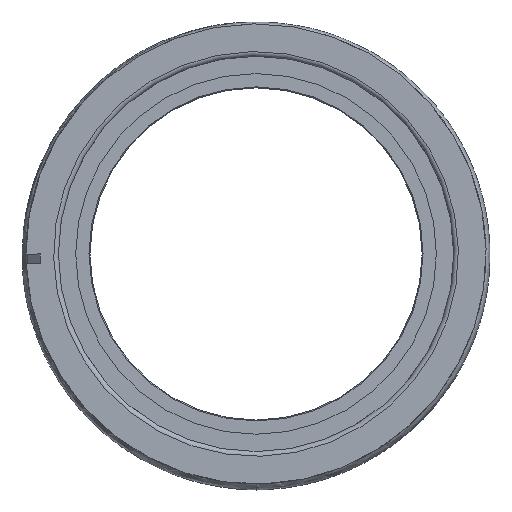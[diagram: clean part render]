
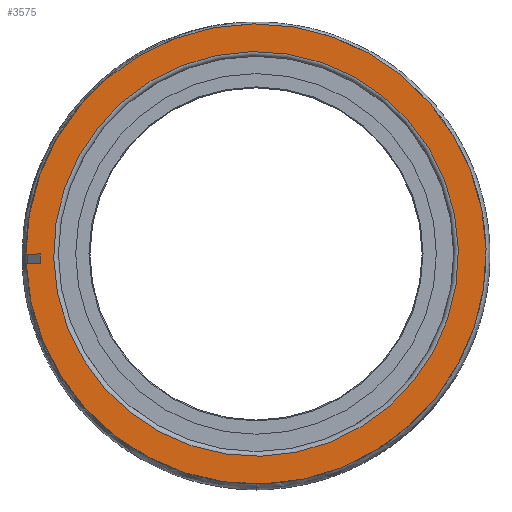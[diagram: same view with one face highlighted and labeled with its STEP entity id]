
A CAD part, left-side view. The second image highlights one B-rep face of the part: STEP entity #3575.
In plain terms, the highlighted planar face has unit normal (-1, 0, 0).
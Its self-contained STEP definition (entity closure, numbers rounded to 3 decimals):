
#2662 = PLANE('',#2663);
#2663 = AXIS2_PLACEMENT_3D('',#2664,#2665,#2666);
#2664 = CARTESIAN_POINT('',(-27.,42.469,
    -138.42));
#2665 = DIRECTION('',(0.699,-0.715,0.016)
  );
#2666 = DIRECTION('',(-0.715,-0.699,0.015
    ));
#2723 = VERTEX_POINT('',#2724);
#2724 = CARTESIAN_POINT('',(-27.,45.467,
    -2.));
#2738 = PLANE('',#2739);
#2739 = AXIS2_PLACEMENT_3D('',#2740,#2741,#2742);
#2740 = CARTESIAN_POINT('',(-163.661,45.467,
    -2.));
#2741 = DIRECTION('',(0.,-0.022,
    -1.));
#2742 = DIRECTION('',(0.,1.,
    -0.022));
#2750 = EDGE_CURVE('',#2751,#2723,#2753,.T.);
#2751 = VERTEX_POINT('',#2752);
#2752 = CARTESIAN_POINT('',(-27.,45.511,
    0.));
#2753 = SURFACE_CURVE('',#2754,(#2758,#2765),.PCURVE_S1.);
#2754 = LINE('',#2755,#2756);
#2755 = CARTESIAN_POINT('',(-27.,45.489,
    -1.));
#2756 = VECTOR('',#2757,1.);
#2757 = DIRECTION('',(0.,-0.022,
    -1.));
#2758 = PCURVE('',#2662,#2759);
#2759 = DEFINITIONAL_REPRESENTATION('',(#2760),#2764);
#2760 = LINE('',#2761,#2762);
#2761 = CARTESIAN_POINT('',(0.,-137.453));
#2762 = VECTOR('',#2763,1.);
#2763 = DIRECTION('',(0.,1.));
#2764 = ( GEOMETRIC_REPRESENTATION_CONTEXT(2) 
PARAMETRIC_REPRESENTATION_CONTEXT() REPRESENTATION_CONTEXT('2D SPACE',''
  ) );
#2765 = PCURVE('',#2766,#2771);
#2766 = PLANE('',#2767);
#2767 = AXIS2_PLACEMENT_3D('',#2768,#2769,#2770);
#2768 = CARTESIAN_POINT('',(-27.,48.488,
    -1.066));
#2769 = DIRECTION('',(1.,0.,0.));
#2770 = DIRECTION('',(0.,-1.,
    0.022));
#2771 = DEFINITIONAL_REPRESENTATION('',(#2772),#2776);
#2772 = LINE('',#2773,#2774);
#2773 = CARTESIAN_POINT('',(3.,0.));
#2774 = VECTOR('',#2775,1.);
#2775 = DIRECTION('',(0.,1.));
#2776 = ( GEOMETRIC_REPRESENTATION_CONTEXT(2) 
PARAMETRIC_REPRESENTATION_CONTEXT() REPRESENTATION_CONTEXT('2D SPACE',''
  ) );
#2794 = PLANE('',#2795);
#2795 = AXIS2_PLACEMENT_3D('',#2796,#2797,#2798);
#2796 = CARTESIAN_POINT('',(-163.661,48.5,
    -0.066));
#2797 = DIRECTION('',(0.,0.022,
    1.));
#2798 = DIRECTION('',(0.,-1.,
    0.022));
#2934 = CYLINDRICAL_SURFACE('',#2935,48.5);
#2935 = AXIS2_PLACEMENT_3D('',#2936,#2937,#2938);
#2936 = CARTESIAN_POINT('',(-127.,0.,
    0.));
#2937 = DIRECTION('',(-1.,0.,0.));
#2938 = DIRECTION('',(0.,1.,
    -0.022));
#3440 = TOROIDAL_SURFACE('',#3441,42.65,1.);
#3441 = AXIS2_PLACEMENT_3D('',#3442,#3443,#3444);
#3442 = CARTESIAN_POINT('',(-26.,0.,
    0.));
#3443 = DIRECTION('',(-1.,0.,0.));
#3444 = DIRECTION('',(0.,1.,
    -0.022));
#3477 = EDGE_CURVE('',#3478,#3478,#3480,.T.);
#3478 = VERTEX_POINT('',#3479);
#3479 = CARTESIAN_POINT('',(-27.,42.64,
    -0.937));
#3480 = SURFACE_CURVE('',#3481,(#3486,#3493),.PCURVE_S1.);
#3481 = CIRCLE('',#3482,42.65);
#3482 = AXIS2_PLACEMENT_3D('',#3483,#3484,#3485);
#3483 = CARTESIAN_POINT('',(-27.,0.,
    0.));
#3484 = DIRECTION('',(-1.,0.,0.));
#3485 = DIRECTION('',(0.,1.,
    -0.022));
#3486 = PCURVE('',#3440,#3487);
#3487 = DEFINITIONAL_REPRESENTATION('',(#3488),#3492);
#3488 = LINE('',#3489,#3490);
#3489 = CARTESIAN_POINT('',(0.,1.571));
#3490 = VECTOR('',#3491,1.);
#3491 = DIRECTION('',(1.,0.));
#3492 = ( GEOMETRIC_REPRESENTATION_CONTEXT(2) 
PARAMETRIC_REPRESENTATION_CONTEXT() REPRESENTATION_CONTEXT('2D SPACE',''
  ) );
#3493 = PCURVE('',#2766,#3494);
#3494 = DEFINITIONAL_REPRESENTATION('',(#3495),#3503);
#3495 = ( BOUNDED_CURVE() B_SPLINE_CURVE(2,(#3496,#3497,#3498,#3499,
#3500,#3501,#3502),.UNSPECIFIED.,.T.,.F.) B_SPLINE_CURVE_WITH_KNOTS((1,2
    ,2,2,2,1),(-2.094,0.,2.094,4.189,
6.283,8.378),.UNSPECIFIED.) CURVE() 
GEOMETRIC_REPRESENTATION_ITEM() RATIONAL_B_SPLINE_CURVE((1.,0.5,1.,0.5,
1.,0.5,1.)) REPRESENTATION_ITEM('') );
#3496 = CARTESIAN_POINT('',(5.85,0.));
#3497 = CARTESIAN_POINT('',(5.85,73.872));
#3498 = CARTESIAN_POINT('',(69.825,36.936));
#3499 = CARTESIAN_POINT('',(133.8,0.));
#3500 = CARTESIAN_POINT('',(69.825,-36.936));
#3501 = CARTESIAN_POINT('',(5.85,-73.872));
#3502 = CARTESIAN_POINT('',(5.85,0.));
#3503 = ( GEOMETRIC_REPRESENTATION_CONTEXT(2) 
PARAMETRIC_REPRESENTATION_CONTEXT() REPRESENTATION_CONTEXT('2D SPACE',''
  ) );
#3575 = ADVANCED_FACE('',(#3576,#3651),#2766,.F.);
#3576 = FACE_BOUND('',#3577,.T.);
#3577 = EDGE_LOOP('',(#3578,#3579,#3602,#3630));
#3578 = ORIENTED_EDGE('',*,*,#2750,.T.);
#3579 = ORIENTED_EDGE('',*,*,#3580,.T.);
#3580 = EDGE_CURVE('',#2723,#3581,#3583,.T.);
#3581 = VERTEX_POINT('',#3582);
#3582 = CARTESIAN_POINT('',(-27.,48.456,
    -2.065));
#3583 = SURFACE_CURVE('',#3584,(#3588,#3595),.PCURVE_S1.);
#3584 = LINE('',#3585,#3586);
#3585 = CARTESIAN_POINT('',(-27.,48.466,
    -2.065));
#3586 = VECTOR('',#3587,1.);
#3587 = DIRECTION('',(0.,1.,
    -0.022));
#3588 = PCURVE('',#2766,#3589);
#3589 = DEFINITIONAL_REPRESENTATION('',(#3590),#3594);
#3590 = LINE('',#3591,#3592);
#3591 = CARTESIAN_POINT('',(0.,1.));
#3592 = VECTOR('',#3593,1.);
#3593 = DIRECTION('',(-1.,0.));
#3594 = ( GEOMETRIC_REPRESENTATION_CONTEXT(2) 
PARAMETRIC_REPRESENTATION_CONTEXT() REPRESENTATION_CONTEXT('2D SPACE',''
  ) );
#3595 = PCURVE('',#2738,#3596);
#3596 = DEFINITIONAL_REPRESENTATION('',(#3597),#3601);
#3597 = LINE('',#3598,#3599);
#3598 = CARTESIAN_POINT('',(3.,136.661));
#3599 = VECTOR('',#3600,1.);
#3600 = DIRECTION('',(1.,0.));
#3601 = ( GEOMETRIC_REPRESENTATION_CONTEXT(2) 
PARAMETRIC_REPRESENTATION_CONTEXT() REPRESENTATION_CONTEXT('2D SPACE',''
  ) );
#3602 = ORIENTED_EDGE('',*,*,#3603,.T.);
#3603 = EDGE_CURVE('',#3581,#3604,#3606,.T.);
#3604 = VERTEX_POINT('',#3605);
#3605 = CARTESIAN_POINT('',(-27.,48.5,
    -0.066));
#3606 = SURFACE_CURVE('',#3607,(#3612,#3623),.PCURVE_S1.);
#3607 = CIRCLE('',#3608,48.5);
#3608 = AXIS2_PLACEMENT_3D('',#3609,#3610,#3611);
#3609 = CARTESIAN_POINT('',(-27.,0.,
    0.));
#3610 = DIRECTION('',(-1.,0.,0.));
#3611 = DIRECTION('',(0.,1.,
    -0.022));
#3612 = PCURVE('',#2766,#3613);
#3613 = DEFINITIONAL_REPRESENTATION('',(#3614),#3622);
#3614 = ( BOUNDED_CURVE() B_SPLINE_CURVE(2,(#3615,#3616,#3617,#3618,
#3619,#3620,#3621),.UNSPECIFIED.,.T.,.F.) B_SPLINE_CURVE_WITH_KNOTS((1,2
    ,2,2,2,1),(-2.094,0.,2.094,4.189,
6.283,8.378),.UNSPECIFIED.) CURVE() 
GEOMETRIC_REPRESENTATION_ITEM() RATIONAL_B_SPLINE_CURVE((1.,0.5,1.,0.5,
1.,0.5,1.)) REPRESENTATION_ITEM('') );
#3615 = CARTESIAN_POINT('',(0.,0.));
#3616 = CARTESIAN_POINT('',(0.,84.004));
#3617 = CARTESIAN_POINT('',(72.75,42.002));
#3618 = CARTESIAN_POINT('',(145.5,0.));
#3619 = CARTESIAN_POINT('',(72.75,-42.002));
#3620 = CARTESIAN_POINT('',(0.,-84.004));
#3621 = CARTESIAN_POINT('',(0.,0.));
#3622 = ( GEOMETRIC_REPRESENTATION_CONTEXT(2) 
PARAMETRIC_REPRESENTATION_CONTEXT() REPRESENTATION_CONTEXT('2D SPACE',''
  ) );
#3623 = PCURVE('',#2934,#3624);
#3624 = DEFINITIONAL_REPRESENTATION('',(#3625),#3629);
#3625 = LINE('',#3626,#3627);
#3626 = CARTESIAN_POINT('',(0.,-100.));
#3627 = VECTOR('',#3628,1.);
#3628 = DIRECTION('',(1.,0.));
#3629 = ( GEOMETRIC_REPRESENTATION_CONTEXT(2) 
PARAMETRIC_REPRESENTATION_CONTEXT() REPRESENTATION_CONTEXT('2D SPACE',''
  ) );
#3630 = ORIENTED_EDGE('',*,*,#3631,.T.);
#3631 = EDGE_CURVE('',#3604,#2751,#3632,.T.);
#3632 = SURFACE_CURVE('',#3633,(#3637,#3644),.PCURVE_S1.);
#3633 = LINE('',#3634,#3635);
#3634 = CARTESIAN_POINT('',(-27.,48.51,
    -0.066));
#3635 = VECTOR('',#3636,1.);
#3636 = DIRECTION('',(0.,-1.,
    0.022));
#3637 = PCURVE('',#2766,#3638);
#3638 = DEFINITIONAL_REPRESENTATION('',(#3639),#3643);
#3639 = LINE('',#3640,#3641);
#3640 = CARTESIAN_POINT('',(0.,-1.));
#3641 = VECTOR('',#3642,1.);
#3642 = DIRECTION('',(1.,0.));
#3643 = ( GEOMETRIC_REPRESENTATION_CONTEXT(2) 
PARAMETRIC_REPRESENTATION_CONTEXT() REPRESENTATION_CONTEXT('2D SPACE',''
  ) );
#3644 = PCURVE('',#2794,#3645);
#3645 = DEFINITIONAL_REPRESENTATION('',(#3646),#3650);
#3646 = LINE('',#3647,#3648);
#3647 = CARTESIAN_POINT('',(-0.01,136.661));
#3648 = VECTOR('',#3649,1.);
#3649 = DIRECTION('',(1.,0.));
#3650 = ( GEOMETRIC_REPRESENTATION_CONTEXT(2) 
PARAMETRIC_REPRESENTATION_CONTEXT() REPRESENTATION_CONTEXT('2D SPACE',''
  ) );
#3651 = FACE_BOUND('',#3652,.T.);
#3652 = EDGE_LOOP('',(#3653));
#3653 = ORIENTED_EDGE('',*,*,#3477,.F.);
